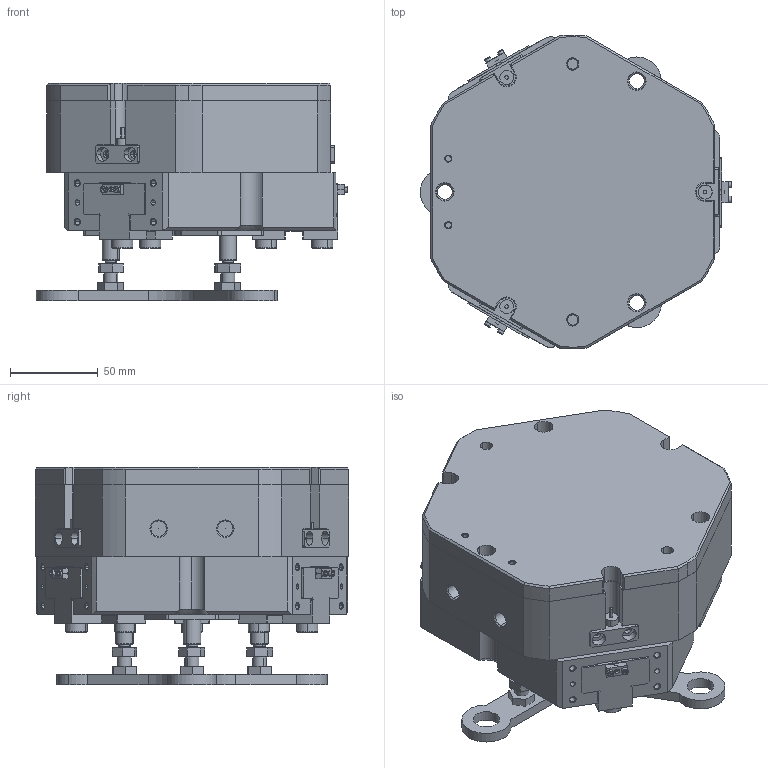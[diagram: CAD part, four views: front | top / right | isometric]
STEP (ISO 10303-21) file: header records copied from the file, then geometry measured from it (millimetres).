
FILE_DESCRIPTION (( 'STEP AP203' ), '1' );
FILE_NAME ('TZ125-179-S-C43.STEP', '2024-12-03T10:09:39', ( 'USER-' ), ( 'Microsoft' ), 'SwSTEP 2.0', 'SolidWorks 2018', '' );
FILE_SCHEMA (( 'CONFIG_CONTROL_DESIGN' ));
Length unit declared in the file: millimetre
Products named in the file (31): TZ125-179杅耀.sldasm-Part-6; TZ125-179杅耀.sldasm-Part-21; TZ125-179杅耀.sldasm-Part-13; 揤輸杅耀.sldasm-Part-9; TZ125-179杅耀.sldasm-Part-3; TZ125-179-S; TZ125-179杅耀.sldasm-Part-10; TZ125-179杅耀.sldasm-Part-15; TZ125-179杅耀.sldasm-Part-27; TZ125-179杅耀.sldasm-Part-17; TZ125-179杅耀.sldasm-Part-16; TZ125-179杅耀.sldasm-Part-12; 埴翐芛_GB_FASTENER_SCREWS_HSHCS M2X8-N; TZ125-179杅耀.sldasm-Part-24; TZ125-179杅耀.sldasm-Part-9; TZ125-179杅耀.sldasm-Part-20; 揤輸蚾饜极; TZ125-179杅耀.sldasm-Part-19; TZ125-179杅耀.sldasm-Part-11; TZ125-179杅耀.sldasm-Part-30; TZ125-179杅耀.sldasm-Part-4; TZ95-146-P杅耀.sldasm-Part-30; TZ125-179杅耀.sldasm-Part-1; TZ125-179-S-C43; TZ125-179杅耀.sldasm-Part-29; TZ125-179杅耀.sldasm-Part-22; TZ125-179-S-02-賑輸; TZ125-179杅耀.sldasm-Part-28; TZ125-179杅耀.sldasm-Part-26; TZ125-179杅耀.sldasm-Part-7; 35x18-R3
Assembly tree (36 placements, depth 4):
  TZ125-179-S-C43
    TZ125-179杅耀.sldasm-Part-4
    TZ125-179杅耀.sldasm-Part-6
    TZ125-179杅耀.sldasm-Part-7
    TZ125-179杅耀.sldasm-Part-10
    TZ125-179杅耀.sldasm-Part-11
    TZ125-179杅耀.sldasm-Part-13
    TZ125-179杅耀.sldasm-Part-16
    TZ125-179杅耀.sldasm-Part-17
    TZ125-179杅耀.sldasm-Part-24
    TZ125-179杅耀.sldasm-Part-28
    TZ125-179-S
      TZ125-179杅耀.sldasm-Part-1
      TZ125-179杅耀.sldasm-Part-3
      TZ125-179杅耀.sldasm-Part-9  x2
      TZ125-179杅耀.sldasm-Part-12
      TZ125-179杅耀.sldasm-Part-15
      TZ125-179杅耀.sldasm-Part-19
      TZ125-179杅耀.sldasm-Part-20
      TZ125-179杅耀.sldasm-Part-21
      TZ125-179杅耀.sldasm-Part-22
      TZ125-179杅耀.sldasm-Part-26
      TZ125-179杅耀.sldasm-Part-27
      TZ125-179杅耀.sldasm-Part-29
      TZ125-179杅耀.sldasm-Part-30
      TZ125-179-S-02-賑輸  x3
      TZ95-146-P杅耀.sldasm-Part-30
      35x18-R3
      揤輸蚾饜极  x3
        揤輸杅耀.sldasm-Part-9
        埴翐芛_GB_FASTENER_SCREWS_HSHCS M2X8-N
Bounding box: 177.52 x 178.96 x 124 mm (x, y, z)
Volume: 1822172.8 mm3; surface area: 263364.4 mm2
Topology: 38 solids, 62 shells, 1764 faces, 4390 edges, 2790 vertices
Faces by surface type: plane 835, cylinder 498, cone 264, bspline 155, torus 12
Entity records: 51836 total; most frequent: CARTESIAN_POINT 13874, ORIENTED_EDGE 7154, DIRECTION 6981, EDGE_CURVE 3577, AXIS2_PLACEMENT_3D 2402, VERTEX_POINT 2323, LINE 2177, VECTOR 2177
